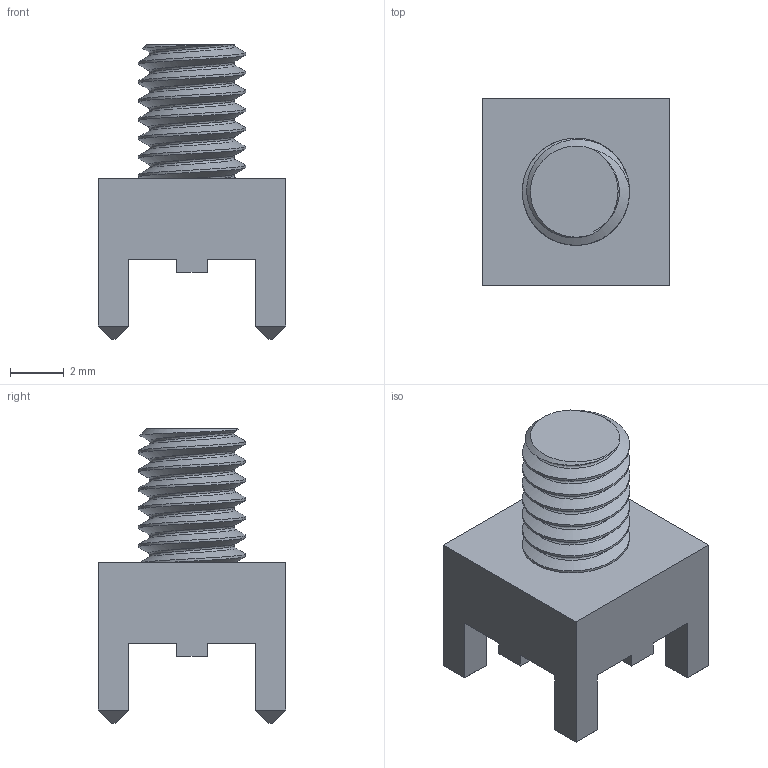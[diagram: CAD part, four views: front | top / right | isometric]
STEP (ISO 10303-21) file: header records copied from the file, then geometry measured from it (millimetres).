
FILE_DESCRIPTION(/* description */ (''),/* implementation_level */ '2;1');
FILE_NAME(/* name */ 'Wurth 74651174.step',/* time_stamp */ '2022-08-06T00:22:39+01:00',/* author */ (''),/* organization */ (''),/* preprocessor_version */ 'ST-DEVELOPER v19',/* originating_system */ 'Autodesk Translation Framework v11.7.0.108',/* authorisation */ '');
FILE_SCHEMA (('AUTOMOTIVE_DESIGN { 1 0 10303 214 3 1 1 }'));
Length unit declared in the file: millimetre
Products named in the file (1): Wurth 74651174
Bounding box: 7 x 7 x 11 mm (x, y, z)
Volume: 213.7 mm3; surface area: 333 mm2
Topology: 1 solids, 1 shells, 69 faces, 179 edges, 114 vertices
Faces by surface type: plane 56, cylinder 8, bspline 4, cone 1
Full cylindrical faces by diameter (mm): 4 x6
Entity records: 3937 total; most frequent: CARTESIAN_POINT 2289, ORIENTED_EDGE 358, DIRECTION 285, EDGE_CURVE 179, LINE 147, VECTOR 147, VERTEX_POINT 114, EDGE_LOOP 71
